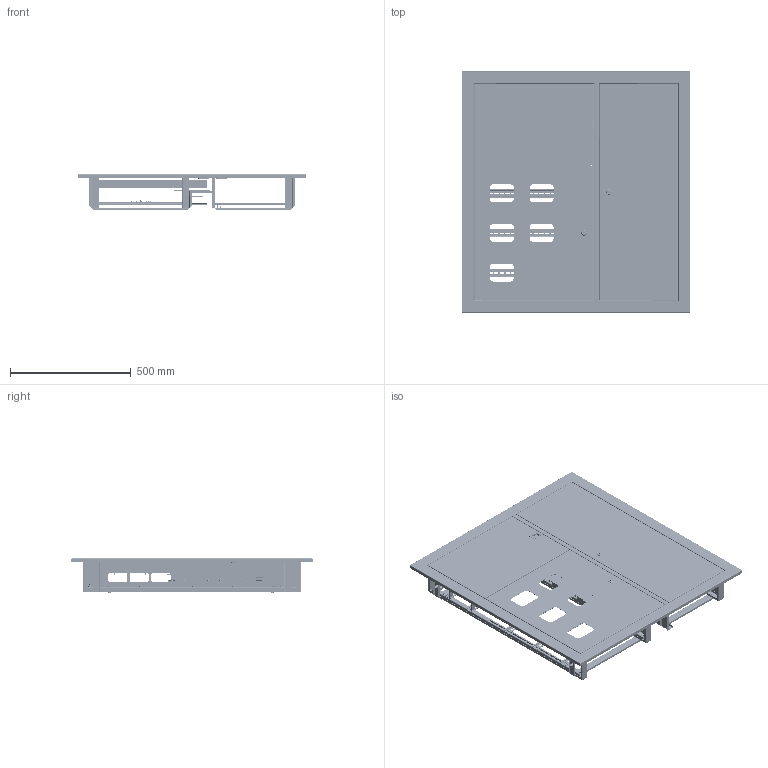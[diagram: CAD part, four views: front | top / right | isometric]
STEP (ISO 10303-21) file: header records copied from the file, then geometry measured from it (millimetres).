
FILE_DESCRIPTION (( 'STEP AP214' ), '1' );
FILE_NAME ('ÙÝ 5 êâ. (1000õ950õ150) IP31 EKF PROxima.STEP', '2025-06-02T06:57:20', ( '' ), ( '' ), 'SwSTEP 2.0', 'SolidWorks 2021', '' );
FILE_SCHEMA (( 'AUTOMOTIVE_DESIGN' ));
Length unit declared in the file: millimetre
Products named in the file (53): ��-2414.03.00.000 ����� ����� ��_5 ��. ��-2414.03.00.000-03 ����� ��� ��; pan head cross recess screw_din_DIN EN ISO 7045 - M6 x 16 - Z - 16N; 昈-2414.01.01.001 盷謥蜦豂儆趌-01; ﾊ瑩傔2 筧ｯ; Çàêëåïêà ãàå÷íàÿ Ì6; ﾌﾈ-2414.03.00.001 ﾄ粢 褪濱5 ｪ｢. 決-2414.03.00.001-03 ┐･瑟 肅･笄; ﾌﾈ-2414.01.00.007 ﾊ煇鳫; pan head cross recess screw_din_ISO 7045 - M4 x 16 - Z --- 16N; 昈-2414.01.00.004 砑僔蠂縺; ÌÈ-2414.06.00.001 Êðîíøòåéí òðåõñòóïåí÷àòûé; Çàêëåïêà ãàå÷íàÿ Ì8; 昈-2414.01.00.003-01 栺樇罻; ÌÈ-1904.06.00.000 Èçîëÿòîð êàðáîëèòîâûé ñ ïðÿìûì è 1 ñòóïåí÷àòûì êðîíøòåéíîì; ÌÈ-2414.01.00.008 Äåðæàòåëü äâåðè; pan head cross recess screw_din_DIN EN ISO 7045 - M4 x 16 - Z - 16N; Çàìîê ïî÷òîâûé; pan head cross recess screw_din_ISO 7045 - M4 x 6 - Z --- 6N; Øèíà N, PE 12 îòâ.; ÌÈ-2414.04.00.001 Äâåðü ñèëîâàÿ; Êðîíøòåéí 40õ40; pan head cross recess screw_din_ISO 7045 - M4 x 10 - Z --- 10N; ÌÈ-2414.05.00.002 Ðåéêà ãîðèçîíòàëüíàÿ; ÌÈ-2414.01.00.001 Ñòåíêà áîêîâàÿ; 昈-2414.01.00.000 扻豵鵨 捘; ÌÈ-2414.04.00.000 Äâåðü ñèëîâàÿ ÑÁ; ÌÈ-2414.06.00.00 Èçîëÿòîð êàðáîëèòîâûé 3õ ñòóïåí÷àòûì  è 2õ ñòóïåí÷àòûì êðîíøòåéíàìè; ﾌﾈ-2414.02.00.000 ﾄ粢 珮ⅳⅸ浯 ﾑﾁ; Çàæèì äëÿ ïðîâîäíèêîâ ïèòàþùåé öåïè_1; cross ph tapping 968_din_Screw DIN 968-ST4.2x13-C-H-N; ÌÈ-1904.07.00.002 Êðîíøòåéí äâóõñòóïåí÷àòûé; ÌÈ-2414.01.01.000 Ïåðåãîðîäêà ÑÁ_-01; ��-2414.05.00.000 ���� ��������� ��_5,6��. ��-2413.05.00.000-03 ���� ���⠦��� ��; 倘-2414.07.00.001 脏朦囗咫黖5. 寛-2414.00.00.001-03; ÌÈ-2414.00.00.002 Ïðîñòàâêà; pan head cross recess screw_din_DIN EN ISO 7045 - M6 x 20 - Z - 20N; ﾌﾈ-2414.02.00.001 ﾄ粢 珮ⅳⅸ浯; Øïèëüêà Ì6õ12; hex flange nut_din_Hexagon Flange Nut DIN 6923 - M6 - N; ÌÈ-1904.07.00.001 Êðîíøòåéí îäíîñòóïåí÷àòûé; 230.V1 PF, Çàìîê-çàäâèæêà ...
Assembly tree (141 placements, depth 4):
  ÙÝ 5 êâ. (1000õ950õ150) IP31 EKF PROxima
    昈-2414.01.00.000 扻豵鵨 捘
      ÌÈ-2414.01.00.002 Ñòåíêà áîêîâàÿ
      ÌÈ-2414.01.00.001 Ñòåíêà áîêîâàÿ
      昈-2414.01.00.003 栺樇罻
      ÌÈ-2414.01.01.000 Ïåðåãîðîäêà ÑÁ_-01
        昈-2414.01.01.001 盷謥蜦豂儆趌-01
        Êðîíøòåéí 40õ40  x3
        ÌÈ-2414.01.01.002 Øâåëëåð
      昈-2414.01.00.003-01 栺樇罻
      昈-2414.01.00.004 砑僔蠂縺  x4
      ÌÈ-2414.01.00.008 Äåðæàòåëü äâåðè
      ÌÈ-2414.01.00.006 Óñèëèòåëü êàáåëüíûé    x2
      Çàêëåïêà ãàå÷íàÿ Ì8  x4
      Øïèëüêà Ì6õ12  x4
      ﾌﾈ-2414.01.00.007 ﾊ煇鳫  x3
      Çàêëåïêà ãàå÷íàÿ Ì6  x4
    ﾌﾈ-2414.02.00.000 ﾄ粢 珮ⅳⅸ浯 ﾑﾁ
      ﾌﾈ-2414.02.00.001 ﾄ粢 珮ⅳⅸ浯
      Çàêëåïêà ãàå÷íàÿ Ì4  x2
      Çàìîê ïî÷òîâûé
      Øïèëüêà Ì6õ12
    ÌÈ-2414.04.00.000 Äâåðü ñèëîâàÿ ÑÁ
      Çàêëåïêà ãàå÷íàÿ Ì4  x2
      ÌÈ-2414.04.00.001 Äâåðü ñèëîâàÿ
      Øïèëüêà Ì6õ12
      230.V1 PF, Çàìîê-çàäâèæêà
    ��-2414.03.00.000 ����� ����� ��_5 ��. ��-2414.03.00.000-03 ����� ��� ��
      ﾌﾈ-2414.03.00.001 ﾄ粢 褪濱5 ｪ｢. 決-2414.03.00.001-03 ┐･瑟 肅･笄
      Çàìîê ïî÷òîâûé
      Çàêëåïêà ãàå÷íàÿ Ì4
      Øïèëüêà Ì6õ12
    pan head cross recess screw_din_ISO 7045 - M4 x 16 - Z --- 16N  x4
    cross ph tapping 968_din_Screw DIN 968-ST4.2x13-C-H-N  x4
    DIN-ðåéêà2_L=420 (!)  x2
    pan head cross recess screw_din_DIN EN ISO 7045 - M6 x 20 - Z - 20N  x8
    hex flange nut_din_Hexagon Flange Nut DIN 6923 - M6 - N  x4
    倘-2414.07.00.001 脏朦囗咫黖5. 寛-2414.00.00.001-03
    ��-2414.05.00.000 ���� ��������� ��_5,6��. ��-2413.05.00.000-03 ���� ���⠦��� ��
      ÌÈ-2414.05.00.001 Ðåéêà âåðòèêàëüíàÿ  x2
      ÌÈ-2414.05.00.002 Ðåéêà ãîðèçîíòàëüíàÿ
      pan head cross recess screw_din_DIN EN ISO 7045 - M6 x 16 - Z - 16N  x12
      hex flange nut_din_Hexagon Flange Nut DIN 6923 - M6 - N  x12
      DIN-ðåéêà 402 ÙÝ  x5
      ÌÈ-2414.05.00.003 Êðîíøòåéí ïîä äèí-ðåéêó  x4
      ÌÈ-1904.06.00.000 Èçîëÿòîð êàðáîëèòîâûé ñ ïðÿìûì è 1 ñòóïåí÷àòûì êðîíøòåéíîì
        Çàæèì äëÿ ïðîâîäíèêîâ ïèòàþùåé öåïè_1
        ÌÈ-1904.06.00.001 Êðîíøòåéí ïðÿìîé
        ÌÈ-1904.07.00.001 Êðîíøòåéí îäíîñòóïåí÷àòûé
        Ãàå÷íàÿ çàêëåïêà Ì4  x2
        pan head cross recess screw_din_ISO 7045 - M4 x 10 - Z --- 10N  x2
      ÌÈ-1904.07.00.000 Èçîëÿòîð êàðáîëèòîâûé 1 ñòóïåí÷àòûì  è 2õ ñòóïåí÷àòûì êðîíøòåéíàìè
        Çàæèì äëÿ ïðîâîäíèêîâ ïèòàþùåé öåïè_1
        ÌÈ-1904.07.00.001 Êðîíøòåéí îäíîñòóïåí÷àòûé
        ÌÈ-1904.07.00.002 Êðîíøòåéí äâóõñòóïåí÷àòûé
        Ãàå÷íàÿ çàêëåïêà Ì4  x2
        pan head cross recess screw_din_DIN EN ISO 7045 - M4 x 16 - Z - 16N
        pan head cross recess screw_din_ISO 7045 - M4 x 6 - Z --- 6N
      ÌÈ-2414.06.00.00 Èçîëÿòîð êàðáîëèòîâûé 3õ ñòóïåí÷àòûì  è 2õ ñòóïåí÷àòûì êðîíøòåéíàìè
        Çàæèì äëÿ ïðîâîäíèêîâ ïèòàþùåé öåïè_1
Bounding box: 950 x 1000 x 153 mm (x, y, z)
Volume: 2012947.8 mm3; surface area: 4297398.5 mm2
Topology: 132 solids, 132 shells, 5586 faces, 13690 edges, 8407 vertices
Faces by surface type: plane 2806, cylinder 1732, cone 528, torus 260, bspline 190, sphere 70
Entity records: 73691 total; most frequent: CARTESIAN_POINT 16962, DIRECTION 11538, ORIENTED_EDGE 11008, EDGE_CURVE 5504, AXIS2_PLACEMENT_3D 4053, LINE 3432, VECTOR 3432, VERTEX_POINT 3393
